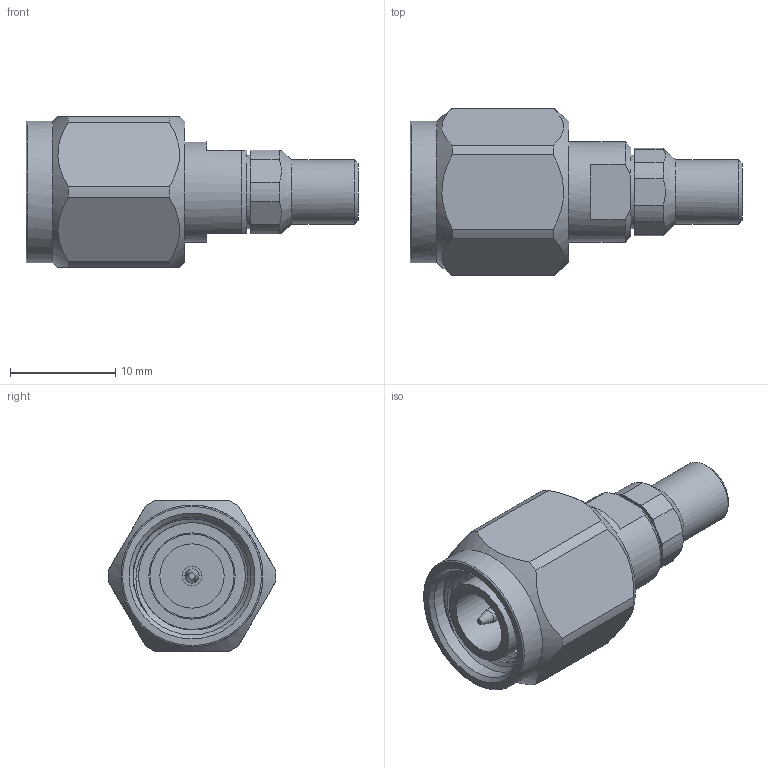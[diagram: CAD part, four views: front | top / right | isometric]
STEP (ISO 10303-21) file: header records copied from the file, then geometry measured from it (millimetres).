
FILE_DESCRIPTION (( 'STEP AP203' ), '1' );
FILE_NAME ('FMCN1468_3D.step', '2023-03-21T15:28:55', ( '' ), ( '' ), 'SwSTEP 2.0', 'SolidWorks 2022', '' );
FILE_SCHEMA (( 'CONFIG_CONTROL_DESIGN' ));
Length unit declared in the file: inch
Products named in the file (1): FMCN1468_3D
Bounding box: 31.5 x 15.93 x 14.27 mm (x, y, z)
Volume: 2494.9 mm3; surface area: 2343.4 mm2
Topology: 1 solids, 1 shells, 68 faces, 165 edges, 110 vertices
Faces by surface type: plane 29, cylinder 25, cone 10, bspline 3, torus 1
Full cylindrical faces by diameter (mm): 1.346 x1, 1.854 x1, 4.572 x1, 6.096 x2, 6.962 x1, 7.976 x1, 8.179 x1, 9.525 x1, 11.176 x2, 13.462 x1
Entity records: 3143 total; most frequent: CARTESIAN_POINT 1639, DIRECTION 292, ORIENTED_EDGE 268, EDGE_CURVE 134, AXIS2_PLACEMENT_3D 127, VERTEX_POINT 100, EDGE_LOOP 100, FACE_OUTER_BOUND 81
